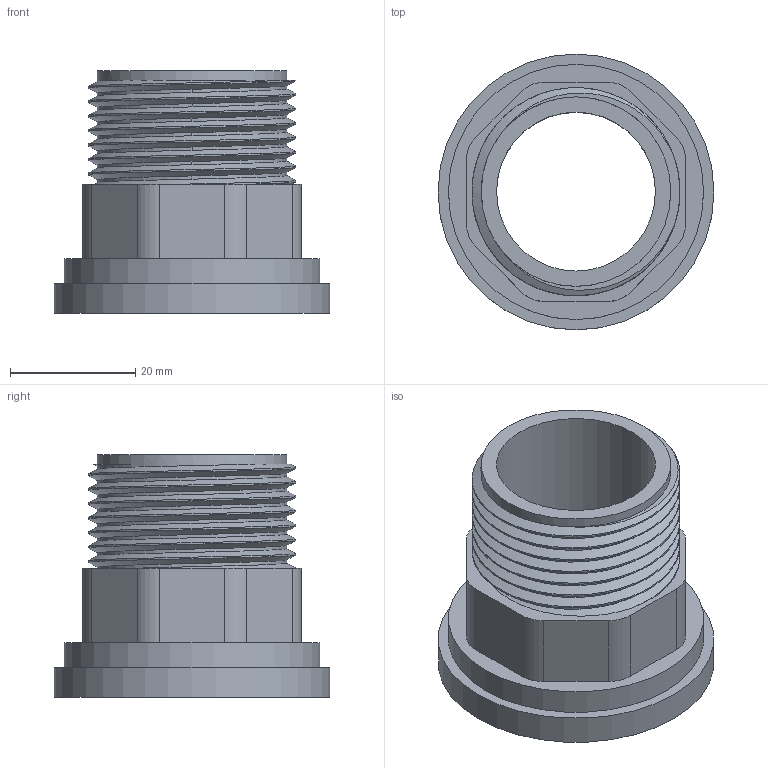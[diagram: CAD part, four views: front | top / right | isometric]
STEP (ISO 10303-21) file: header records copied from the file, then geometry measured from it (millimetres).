
FILE_DESCRIPTION(/* description */ (''),/* implementation_level */ '2;1');
FILE_NAME(/* name */ 'MF0609.000.032.step',/* time_stamp */ '2026-01-07T10:00:28+01:00',/* author */ (''),/* organization */ (''),/* preprocessor_version */ 'ST-DEVELOPER v20.1',/* originating_system */ 'Autodesk Translation Framework v14.21.0.0',/* authorisation */ '');
FILE_SCHEMA (('AUTOMOTIVE_DESIGN { 1 0 10303 214 3 1 1 }'));
Length unit declared in the file: millimetre
Products named in the file (1): 2026-01-07-08-51-33-146
Bounding box: 44.1 x 44.1 x 38.8 mm (x, y, z)
Volume: 17845.2 mm3; surface area: 10843.4 mm2
Topology: 1 solids, 1 shells, 45 faces, 117 edges, 78 vertices
Faces by surface type: cylinder 28, plane 15, bspline 2
Full cylindrical faces by diameter (mm): 25.4 x1, 27.1 x1, 30.291 x7, 33.249 x6, 40.8 x1, 44.1 x1
Entity records: 5363 total; most frequent: CARTESIAN_POINT 4257, ORIENTED_EDGE 234, DIRECTION 199, EDGE_CURVE 117, VERTEX_POINT 78, AXIS2_PLACEMENT_3D 74, EDGE_LOOP 51, LINE 51
